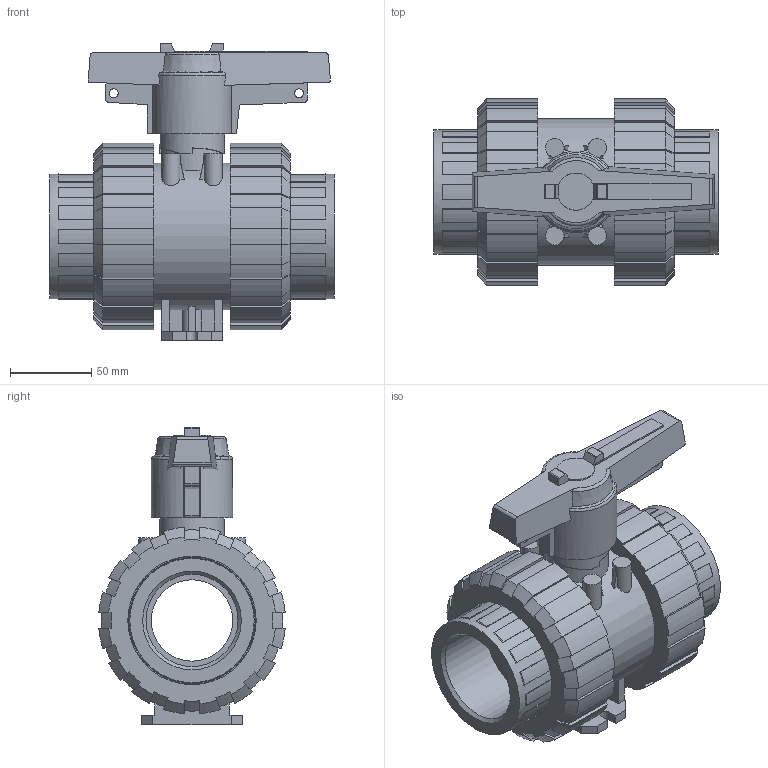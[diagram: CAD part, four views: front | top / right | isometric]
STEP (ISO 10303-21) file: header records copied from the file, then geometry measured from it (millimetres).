
FILE_DESCRIPTION((''),'2;1');
FILE_NAME('PV10053C050.stp','2022-02-15T07:54:50',('RL'),(''),'Autodesk Inventor 2012','Autodesk Inventor 2012','');
FILE_SCHEMA(('AUTOMOTIVE_DESIGN { 1 0 10303 214 1 1 1 1 }'));
Length unit declared in the file: millimetre
Products named in the file (1): PV10053C050
Bounding box: 174.8 x 114.61 x 182.67 mm (x, y, z)
Volume: 1085273.1 mm3; surface area: 218239.4 mm2
Topology: 6 solids, 6 shells, 549 faces, 1584 edges, 1058 vertices
Faces by surface type: plane 284, cylinder 145, cone 112, torus 8
Full cylindrical faces by diameter (mm): 5.5 x2, 11.4 x4, 40 x1, 50 x3, 56.66 x2, 76.501 x2, 77.801 x2, 79 x2, 90.4 x3
Entity records: 18201 total; most frequent: CARTESIAN_POINT 4081, ORIENTED_EDGE 3100, DIRECTION 2836, EDGE_CURVE 1550, VERTEX_POINT 1050, AXIS2_PLACEMENT_3D 1022, VECTOR 792, LINE 792
